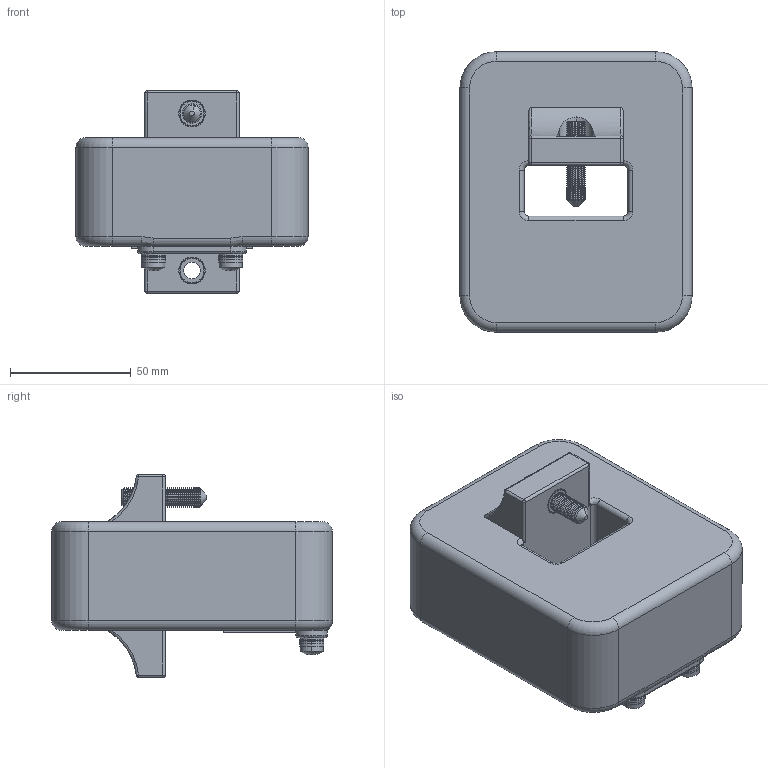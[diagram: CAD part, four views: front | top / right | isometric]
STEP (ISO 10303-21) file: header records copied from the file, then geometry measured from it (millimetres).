
FILE_DESCRIPTION (( 'STEP AP203' ), '1' );
FILE_NAME ('LMZJ1-0.66-250-300组装图.STEP', '2024-01-11T02:18:52', ( '微软用户' ), ( '微软中国' ), 'SwSTEP 2.0', 'SolidWorks 2019', '' );
FILE_SCHEMA (( 'CONFIG_CONTROL_DESIGN' ));
Length unit declared in the file: millimetre
Products named in the file (7): cross recessed pan head screws gb_GB_CROSS_SCREWS_TYPE1 M5X8-8  H type-S; LMZJ1-0.66-250-300郪蚾芞; LMZJ1-0.66-250-300; slotted set screws with cone point gb_GB_FASTENER_SCREWS_NCB M8X35-S; plain washer form a_bsi_Bright washer BS 4320 - M5 (Form A); 肣И璃5x8; 肣И璃8x12-籵謂
Assembly tree (12 placements, depth 2):
  LMZJ1-0.66-250-300郪蚾芞
    肣И璃8x12-籵謂  x2
    slotted set screws with cone point gb_GB_FASTENER_SCREWS_NCB M8X35-S
    肣И璃5x8  x2
    plain washer form a_bsi_Bright washer BS 4320 - M5 (Form A)  x4
    cross recessed pan head screws gb_GB_CROSS_SCREWS_TYPE1 M5X8-8  H type-S  x2
    LMZJ1-0.66-250-300
Bounding box: 96 x 116 x 84 mm (x, y, z)
Volume: 476901.6 mm3; surface area: 52577.8 mm2
Topology: 12 solids, 12 shells, 1620 faces, 4276 edges, 2688 vertices
Faces by surface type: cylinder 752, plane 543, cone 284, torus 27, sphere 12, bspline 2
Entity records: 31128 total; most frequent: DIRECTION 5549, CARTESIAN_POINT 5482, ORIENTED_EDGE 5068, EDGE_CURVE 2534, AXIS2_PLACEMENT_3D 2060, VERTEX_POINT 1561, LINE 1429, VECTOR 1429
